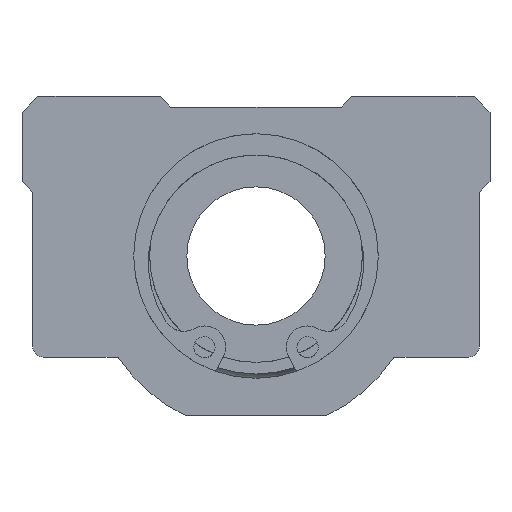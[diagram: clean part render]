
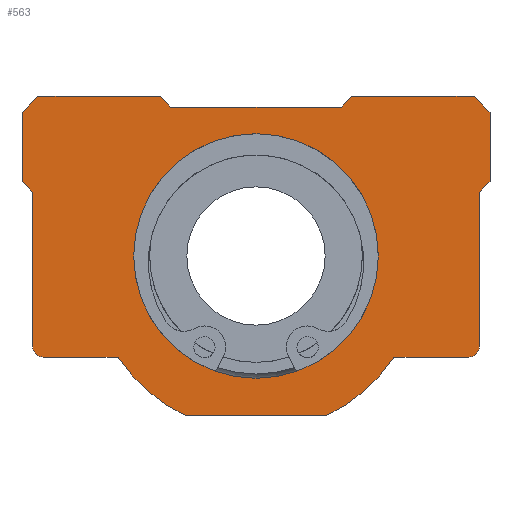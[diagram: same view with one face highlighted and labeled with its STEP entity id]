
A CAD part, left-side view. The second image highlights one B-rep face of the part: STEP entity #563.
In plain terms, the highlighted planar face has unit normal (-1, 0, 0).
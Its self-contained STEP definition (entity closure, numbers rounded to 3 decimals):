
#484=CIRCLE('',#4575,1.);
#491=CIRCLE('',#4585,1.);
#492=CIRCLE('',#4587,15.5);
#493=CIRCLE('',#4588,15.5);
#494=CIRCLE('',#4589,11.5);
#563=ADVANCED_FACE('',(#950,#951),#794,.F.);
#794=PLANE('',#4590);
#950=FACE_BOUND('',#1093,.T.);
#951=FACE_BOUND('',#1094,.T.);
#1093=EDGE_LOOP('',(#2313,#2314,#2315,#2316,#2317,#2318,#2319,#2320,#2321,
#2322,#2323,#2324,#2325,#2326,#2327,#2328,#2329,#2330,#2331,#2332));
#1094=EDGE_LOOP('',(#2333));
#1353=LINE('',#5951,#1641);
#1391=LINE('',#6317,#1679);
#1440=LINE('',#6812,#1728);
#1455=LINE('',#6857,#1743);
#1456=LINE('',#6861,#1744);
#1457=LINE('',#6862,#1745);
#1458=LINE('',#6864,#1746);
#1459=LINE('',#6866,#1747);
#1460=LINE('',#6868,#1748);
#1461=LINE('',#6870,#1749);
#1462=LINE('',#6872,#1750);
#1463=LINE('',#6874,#1751);
#1464=LINE('',#6876,#1752);
#1465=LINE('',#6878,#1753);
#1466=LINE('',#6880,#1754);
#1467=LINE('',#6882,#1755);
#1641=VECTOR('',#4771,1.);
#1679=VECTOR('',#4811,1.);
#1728=VECTOR('',#5084,1.);
#1743=VECTOR('',#5121,1.);
#1744=VECTOR('',#5124,1.);
#1745=VECTOR('',#5125,1.);
#1746=VECTOR('',#5126,1.);
#1747=VECTOR('',#5127,1.);
#1748=VECTOR('',#5128,1.);
#1749=VECTOR('',#5129,1.);
#1750=VECTOR('',#5130,1.);
#1751=VECTOR('',#5131,1.);
#1752=VECTOR('',#5132,1.);
#1753=VECTOR('',#5133,1.);
#1754=VECTOR('',#5134,1.);
#1755=VECTOR('',#5135,1.);
#2313=ORIENTED_EDGE('',*,*,#3822,.F.);
#2314=ORIENTED_EDGE('',*,*,#3825,.F.);
#2315=ORIENTED_EDGE('',*,*,#3847,.F.);
#2316=ORIENTED_EDGE('',*,*,#3848,.F.);
#2317=ORIENTED_EDGE('',*,*,#3849,.F.);
#2318=ORIENTED_EDGE('',*,*,#3850,.F.);
#2319=ORIENTED_EDGE('',*,*,#3845,.F.);
#2320=ORIENTED_EDGE('',*,*,#3684,.F.);
#2321=ORIENTED_EDGE('',*,*,#3851,.F.);
#2322=ORIENTED_EDGE('',*,*,#3852,.F.);
#2323=ORIENTED_EDGE('',*,*,#3853,.F.);
#2324=ORIENTED_EDGE('',*,*,#3854,.F.);
#2325=ORIENTED_EDGE('',*,*,#3855,.F.);
#2326=ORIENTED_EDGE('',*,*,#3856,.F.);
#2327=ORIENTED_EDGE('',*,*,#3857,.F.);
#2328=ORIENTED_EDGE('',*,*,#3858,.F.);
#2329=ORIENTED_EDGE('',*,*,#3859,.F.);
#2330=ORIENTED_EDGE('',*,*,#3860,.F.);
#2331=ORIENTED_EDGE('',*,*,#3861,.F.);
#2332=ORIENTED_EDGE('',*,*,#3625,.F.);
#2333=ORIENTED_EDGE('',*,*,#3862,.T.);
#3220=VERTEX_POINT('',#5949);
#3222=VERTEX_POINT('',#5952);
#3278=VERTEX_POINT('',#6312);
#3280=VERTEX_POINT('',#6316);
#3378=VERTEX_POINT('',#6805);
#3380=VERTEX_POINT('',#6811);
#3398=VERTEX_POINT('',#6852);
#3399=VERTEX_POINT('',#6856);
#3400=VERTEX_POINT('',#6858);
#3401=VERTEX_POINT('',#6860);
#3402=VERTEX_POINT('',#6863);
#3403=VERTEX_POINT('',#6865);
#3404=VERTEX_POINT('',#6867);
#3405=VERTEX_POINT('',#6869);
#3406=VERTEX_POINT('',#6871);
#3407=VERTEX_POINT('',#6873);
#3408=VERTEX_POINT('',#6875);
#3409=VERTEX_POINT('',#6877);
#3410=VERTEX_POINT('',#6879);
#3411=VERTEX_POINT('',#6881);
#3412=VERTEX_POINT('',#6884);
#3625=EDGE_CURVE('',#3220,#3222,#1353,.T.);
#3684=EDGE_CURVE('',#3280,#3278,#1391,.T.);
#3822=EDGE_CURVE('',#3378,#3220,#484,.T.);
#3825=EDGE_CURVE('',#3380,#3378,#1440,.T.);
#3845=EDGE_CURVE('',#3278,#3398,#491,.T.);
#3847=EDGE_CURVE('',#3399,#3380,#492,.T.);
#3848=EDGE_CURVE('',#3400,#3399,#1455,.T.);
#3849=EDGE_CURVE('',#3401,#3400,#493,.T.);
#3850=EDGE_CURVE('',#3398,#3401,#1456,.T.);
#3851=EDGE_CURVE('',#3402,#3280,#1457,.T.);
#3852=EDGE_CURVE('',#3403,#3402,#1458,.T.);
#3853=EDGE_CURVE('',#3404,#3403,#1459,.T.);
#3854=EDGE_CURVE('',#3405,#3404,#1460,.T.);
#3855=EDGE_CURVE('',#3406,#3405,#1461,.T.);
#3856=EDGE_CURVE('',#3407,#3406,#1462,.T.);
#3857=EDGE_CURVE('',#3408,#3407,#1463,.T.);
#3858=EDGE_CURVE('',#3409,#3408,#1464,.T.);
#3859=EDGE_CURVE('',#3410,#3409,#1465,.T.);
#3860=EDGE_CURVE('',#3411,#3410,#1466,.T.);
#3861=EDGE_CURVE('',#3222,#3411,#1467,.T.);
#3862=EDGE_CURVE('',#3412,#3412,#494,.T.);
#4575=AXIS2_PLACEMENT_3D('',#6806,#5078,#5079);
#4585=AXIS2_PLACEMENT_3D('',#6851,#5114,#5115);
#4587=AXIS2_PLACEMENT_3D('',#6855,#5119,#5120);
#4588=AXIS2_PLACEMENT_3D('',#6859,#5122,#5123);
#4589=AXIS2_PLACEMENT_3D('',#6883,#5136,#5137);
#4590=AXIS2_PLACEMENT_3D('',#6885,#5138,#5139);
#4771=DIRECTION('',(0.,0.,1.));
#4811=DIRECTION('',(0.,0.,-1.));
#5078=DIRECTION('',(1.,0.,0.));
#5079=DIRECTION('',(0.,0.707,-0.707));
#5084=DIRECTION('',(0.,1.,0.));
#5114=DIRECTION('',(1.,0.,0.));
#5115=DIRECTION('',(0.,-0.707,-0.707));
#5119=DIRECTION('',(1.,0.,0.));
#5120=DIRECTION('',(0.,0.491,-0.871));
#5121=DIRECTION('',(0.,1.,0.));
#5122=DIRECTION('',(1.,0.,0.));
#5123=DIRECTION('',(0.,0.491,-0.871));
#5124=DIRECTION('',(0.,1.,0.));
#5125=DIRECTION('',(0.,0.707,-0.707));
#5126=DIRECTION('',(0.,0.,-1.));
#5127=DIRECTION('',(0.,-0.707,-0.707));
#5128=DIRECTION('',(0.,-1.,0.));
#5129=DIRECTION('',(0.,-0.707,0.707));
#5130=DIRECTION('',(0.,-1.,0.));
#5131=DIRECTION('',(0.,-0.707,-0.707));
#5132=DIRECTION('',(0.,-1.,0.));
#5133=DIRECTION('',(0.,-0.707,0.707));
#5134=DIRECTION('',(0.,0.,1.));
#5135=DIRECTION('',(0.,0.707,0.707));
#5136=DIRECTION('',(1.,0.,0.));
#5137=DIRECTION('',(0.,-1.,0.));
#5138=DIRECTION('',(1.,0.,0.));
#5139=DIRECTION('',(0.,0.,-1.));
#5949=CARTESIAN_POINT('',(0.,21.,-7.5));
#5951=CARTESIAN_POINT('',(0.,21.,-8.));
#5952=CARTESIAN_POINT('',(0.,21.,7.));
#6312=CARTESIAN_POINT('',(0.,-21.,-7.5));
#6316=CARTESIAN_POINT('',(0.,-21.,7.));
#6317=CARTESIAN_POINT('',(0.,-21.,6.));
#6805=CARTESIAN_POINT('',(0.,20.,-8.5));
#6806=CARTESIAN_POINT('',(0.,20.,-7.5));
#6811=CARTESIAN_POINT('',(0.,12.961,-8.5));
#6812=CARTESIAN_POINT('',(0.,0.,-8.5));
#6851=CARTESIAN_POINT('',(0.,-20.,-7.5));
#6852=CARTESIAN_POINT('',(0.,-20.,-8.5));
#6855=CARTESIAN_POINT('',(0.,0.,0.));
#6856=CARTESIAN_POINT('',(0.,6.652,-14.));
#6857=CARTESIAN_POINT('',(0.,0.,-14.));
#6858=CARTESIAN_POINT('',(0.,-6.652,-14.));
#6859=CARTESIAN_POINT('',(0.,0.,0.));
#6860=CARTESIAN_POINT('',(0.,-12.961,-8.5));
#6861=CARTESIAN_POINT('',(0.,0.,-8.5));
#6862=CARTESIAN_POINT('',(0.,-22.,8.));
#6863=CARTESIAN_POINT('',(0.,-22.,8.));
#6864=CARTESIAN_POINT('',(0.,-22.,14.5));
#6865=CARTESIAN_POINT('',(0.,-22.,14.5));
#6866=CARTESIAN_POINT('',(0.,-20.5,16.));
#6867=CARTESIAN_POINT('',(0.,-20.5,16.));
#6868=CARTESIAN_POINT('',(0.,-9.,16.));
#6869=CARTESIAN_POINT('',(0.,-9.,16.));
#6870=CARTESIAN_POINT('',(0.,-8.,15.));
#6871=CARTESIAN_POINT('',(0.,-8.,15.));
#6872=CARTESIAN_POINT('',(0.,8.,15.));
#6873=CARTESIAN_POINT('',(0.,8.,15.));
#6874=CARTESIAN_POINT('',(0.,9.,16.));
#6875=CARTESIAN_POINT('',(0.,9.,16.));
#6876=CARTESIAN_POINT('',(0.,20.5,16.));
#6877=CARTESIAN_POINT('',(0.,20.5,16.));
#6878=CARTESIAN_POINT('',(0.,22.,14.5));
#6879=CARTESIAN_POINT('',(0.,22.,14.5));
#6880=CARTESIAN_POINT('',(0.,22.,7.));
#6881=CARTESIAN_POINT('',(0.,22.,8.));
#6882=CARTESIAN_POINT('',(0.,21.,7.));
#6883=CARTESIAN_POINT('',(0.,0.,1.));
#6884=CARTESIAN_POINT('',(0.,11.5,1.));
#6885=CARTESIAN_POINT('',(0.,0.,1.899));
